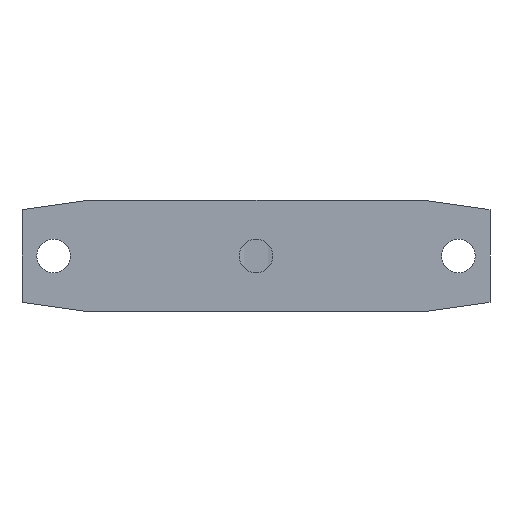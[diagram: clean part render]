
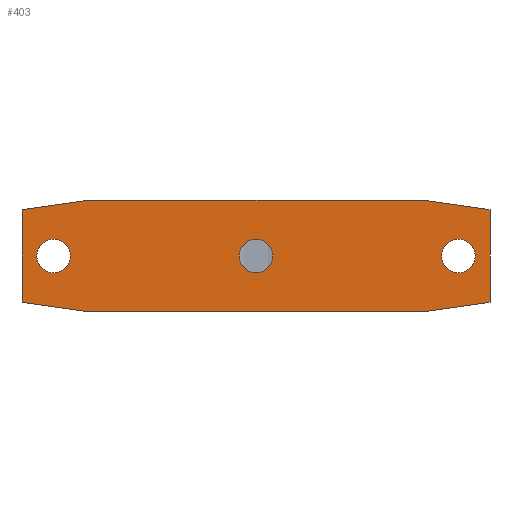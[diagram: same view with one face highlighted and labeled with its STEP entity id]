
A CAD part, front view. The second image highlights one B-rep face of the part: STEP entity #403.
In plain terms, the highlighted planar face has unit normal (0, -1, 0).
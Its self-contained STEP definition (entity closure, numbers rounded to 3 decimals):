
#147 = EDGE_CURVE ( 'NONE', #171, #148, #1448, .T. ) ;
#148 = VERTEX_POINT ( 'NONE', #1443 ) ;
#159 = VERTEX_POINT ( 'NONE', #1558 ) ;
#171 = VERTEX_POINT ( 'NONE', #1581 ) ;
#190 = EDGE_CURVE ( 'NONE', #159, #191, #1676, .T. ) ;
#191 = VERTEX_POINT ( 'NONE', #1667 ) ;
#202 = VERTEX_POINT ( 'NONE', #1681 ) ;
#204 = EDGE_CURVE ( 'NONE', #202, #205, #1734, .T. ) ;
#205 = VERTEX_POINT ( 'NONE', #1729 ) ;
#403 = ADVANCED_FACE ( 'NONE', ( #2274, #2273, #2272, #2271 ), #2320, .F. ) ;
#404 = EDGE_LOOP ( 'NONE', ( #460, #462 ) ) ;
#446 = VERTEX_POINT ( 'NONE', #2402 ) ;
#447 = VERTEX_POINT ( 'NONE', #2401 ) ;
#448 = ORIENTED_EDGE ( 'NONE', *, *, #449, .T. ) ;
#449 = EDGE_CURVE ( 'NONE', #447, #450, #2400, .T. ) ;
#450 = VERTEX_POINT ( 'NONE', #2396 ) ;
#451 = ORIENTED_EDGE ( 'NONE', *, *, #452, .T. ) ;
#452 = EDGE_CURVE ( 'NONE', #450, #453, #2395, .T. ) ;
#453 = VERTEX_POINT ( 'NONE', #2391 ) ;
#454 = ORIENTED_EDGE ( 'NONE', *, *, #455, .T. ) ;
#455 = EDGE_CURVE ( 'NONE', #453, #456, #2390, .T. ) ;
#456 = VERTEX_POINT ( 'NONE', #2386 ) ;
#457 = ORIENTED_EDGE ( 'NONE', *, *, #458, .F. ) ;
#458 = EDGE_CURVE ( 'NONE', #459, #456, #2385, .T. ) ;
#459 = VERTEX_POINT ( 'NONE', #2381 ) ;
#460 = ORIENTED_EDGE ( 'NONE', *, *, #461, .F. ) ;
#461 = EDGE_CURVE ( 'NONE', #191, #159, #2449, .T. ) ;
#462 = ORIENTED_EDGE ( 'NONE', *, *, #190, .F. ) ;
#463 = EDGE_LOOP ( 'NONE', ( #464, #466 ) ) ;
#464 = ORIENTED_EDGE ( 'NONE', *, *, #465, .F. ) ;
#465 = EDGE_CURVE ( 'NONE', #205, #202, #2444, .T. ) ;
#466 = ORIENTED_EDGE ( 'NONE', *, *, #204, .F. ) ;
#467 = EDGE_LOOP ( 'NONE', ( #468, #470 ) ) ;
#468 = ORIENTED_EDGE ( 'NONE', *, *, #469, .F. ) ;
#469 = EDGE_CURVE ( 'NONE', #148, #171, #2439, .T. ) ;
#470 = ORIENTED_EDGE ( 'NONE', *, *, #147, .F. ) ;
#471 = EDGE_LOOP ( 'NONE', ( #472, #448, #451, #454, #457, #514, #517, #520 ) ) ;
#472 = ORIENTED_EDGE ( 'NONE', *, *, #473, .T. ) ;
#473 = EDGE_CURVE ( 'NONE', #446, #447, #2434, .T. ) ;
#514 = ORIENTED_EDGE ( 'NONE', *, *, #515, .T. ) ;
#515 = EDGE_CURVE ( 'NONE', #459, #516, #2515, .T. ) ;
#516 = VERTEX_POINT ( 'NONE', #2511 ) ;
#517 = ORIENTED_EDGE ( 'NONE', *, *, #518, .T. ) ;
#518 = EDGE_CURVE ( 'NONE', #516, #519, #2510, .T. ) ;
#519 = VERTEX_POINT ( 'NONE', #2560 ) ;
#520 = ORIENTED_EDGE ( 'NONE', *, *, #521, .T. ) ;
#521 = EDGE_CURVE ( 'NONE', #519, #446, #2558, .T. ) ;
#1443 = CARTESIAN_POINT ( 'NONE',  ( 49.5, 0., 0. ) ) ;
#1444 = DIRECTION ( 'NONE',  ( 1., 0., 0. ) ) ;
#1445 = DIRECTION ( 'NONE',  ( 0., -1., 0. ) ) ;
#1446 = CARTESIAN_POINT ( 'NONE',  ( 45., 0., 0. ) ) ;
#1447 = AXIS2_PLACEMENT_3D ( 'NONE', #1446, #1445, #1444 ) ;
#1448 = CIRCLE ( 'NONE', #1447, 4.5 ) ;
#1558 = CARTESIAN_POINT ( 'NONE',  ( 95., 0., 0. ) ) ;
#1581 = CARTESIAN_POINT ( 'NONE',  ( 40.5, 0., 0. ) ) ;
#1667 = CARTESIAN_POINT ( 'NONE',  ( 104., 0., 0. ) ) ;
#1668 = DIRECTION ( 'NONE',  ( 1., 0., 0. ) ) ;
#1669 = DIRECTION ( 'NONE',  ( 0., -1., 0. ) ) ;
#1670 = CARTESIAN_POINT ( 'NONE',  ( 99.5, 0., 0. ) ) ;
#1671 = AXIS2_PLACEMENT_3D ( 'NONE', #1670, #1669, #1668 ) ;
#1676 = CIRCLE ( 'NONE', #1671, 4.5 ) ;
#1681 = CARTESIAN_POINT ( 'NONE',  ( -14., 0., 0. ) ) ;
#1729 = CARTESIAN_POINT ( 'NONE',  ( -5., 0., 0. ) ) ;
#1730 = DIRECTION ( 'NONE',  ( 1., 0., 0. ) ) ;
#1731 = DIRECTION ( 'NONE',  ( 0., -1., 0. ) ) ;
#1732 = CARTESIAN_POINT ( 'NONE',  ( -9.5, 0., 0. ) ) ;
#1733 = AXIS2_PLACEMENT_3D ( 'NONE', #1732, #1731, #1730 ) ;
#1734 = CIRCLE ( 'NONE', #1733, 4.5 ) ;
#2271 = FACE_OUTER_BOUND ( 'NONE', #471, .T. ) ;
#2272 = FACE_BOUND ( 'NONE', #467, .T. ) ;
#2273 = FACE_BOUND ( 'NONE', #463, .T. ) ;
#2274 = FACE_BOUND ( 'NONE', #404, .T. ) ;
#2315 = DIRECTION ( 'NONE',  ( -1., 0., 0. ) ) ;
#2316 = DIRECTION ( 'NONE',  ( 0., 1., 0. ) ) ;
#2317 = CARTESIAN_POINT ( 'NONE',  ( 0., 0., 15. ) ) ;
#2318 = AXIS2_PLACEMENT_3D ( 'NONE', #2317, #2316, #2315 ) ;
#2320 = PLANE ( 'NONE',  #2318 ) ;
#2381 = CARTESIAN_POINT ( 'NONE',  ( 0., 0., 15. ) ) ;
#2382 = DIRECTION ( 'NONE',  ( 1., 0., 0. ) ) ;
#2383 = VECTOR ( 'NONE', #2382, 1000. ) ;
#2384 = CARTESIAN_POINT ( 'NONE',  ( 0., 0., 15. ) ) ;
#2385 = LINE ( 'NONE', #2384, #2383 ) ;
#2386 = CARTESIAN_POINT ( 'NONE',  ( 90., 0., 15. ) ) ;
#2387 = DIRECTION ( 'NONE',  ( -0.99, 0., 0.138 ) ) ;
#2388 = VECTOR ( 'NONE', #2387, 1000. ) ;
#2389 = CARTESIAN_POINT ( 'NONE',  ( 90., 0., 15. ) ) ;
#2390 = LINE ( 'NONE', #2389, #2388 ) ;
#2391 = CARTESIAN_POINT ( 'NONE',  ( 108., 0., 12.5 ) ) ;
#2392 = DIRECTION ( 'NONE',  ( 0., 0., 1. ) ) ;
#2393 = VECTOR ( 'NONE', #2392, 1000. ) ;
#2394 = CARTESIAN_POINT ( 'NONE',  ( 108., 0., 12.5 ) ) ;
#2395 = LINE ( 'NONE', #2394, #2393 ) ;
#2396 = CARTESIAN_POINT ( 'NONE',  ( 108., 0., -12.5 ) ) ;
#2397 = DIRECTION ( 'NONE',  ( 0.99, 0., 0.138 ) ) ;
#2398 = VECTOR ( 'NONE', #2397, 1000. ) ;
#2399 = CARTESIAN_POINT ( 'NONE',  ( 108., 0., -12.5 ) ) ;
#2400 = LINE ( 'NONE', #2399, #2398 ) ;
#2401 = CARTESIAN_POINT ( 'NONE',  ( 90., 0., -15. ) ) ;
#2402 = CARTESIAN_POINT ( 'NONE',  ( 0., 0., -15. ) ) ;
#2431 = DIRECTION ( 'NONE',  ( 1., 0., 0. ) ) ;
#2432 = VECTOR ( 'NONE', #2431, 1000. ) ;
#2433 = CARTESIAN_POINT ( 'NONE',  ( 0., 0., -15. ) ) ;
#2434 = LINE ( 'NONE', #2433, #2432 ) ;
#2435 = DIRECTION ( 'NONE',  ( 1., 0., 0. ) ) ;
#2436 = DIRECTION ( 'NONE',  ( 0., -1., 0. ) ) ;
#2437 = CARTESIAN_POINT ( 'NONE',  ( 45., 0., 0. ) ) ;
#2438 = AXIS2_PLACEMENT_3D ( 'NONE', #2437, #2436, #2435 ) ;
#2439 = CIRCLE ( 'NONE', #2438, 4.5 ) ;
#2440 = DIRECTION ( 'NONE',  ( 1., 0., 0. ) ) ;
#2441 = DIRECTION ( 'NONE',  ( 0., -1., 0. ) ) ;
#2442 = CARTESIAN_POINT ( 'NONE',  ( -9.5, 0., 0. ) ) ;
#2443 = AXIS2_PLACEMENT_3D ( 'NONE', #2442, #2441, #2440 ) ;
#2444 = CIRCLE ( 'NONE', #2443, 4.5 ) ;
#2445 = DIRECTION ( 'NONE',  ( 1., 0., 0. ) ) ;
#2446 = DIRECTION ( 'NONE',  ( 0., -1., 0. ) ) ;
#2447 = CARTESIAN_POINT ( 'NONE',  ( 99.5, 0., 0. ) ) ;
#2448 = AXIS2_PLACEMENT_3D ( 'NONE', #2447, #2446, #2445 ) ;
#2449 = CIRCLE ( 'NONE', #2448, 4.5 ) ;
#2508 = DIRECTION ( 'NONE',  ( 0., 0., -1. ) ) ;
#2509 = CARTESIAN_POINT ( 'NONE',  ( -18., 0., 12.5 ) ) ;
#2510 = LINE ( 'NONE', #2509, #2561 ) ;
#2511 = CARTESIAN_POINT ( 'NONE',  ( -18., 0., 12.5 ) ) ;
#2512 = DIRECTION ( 'NONE',  ( -0.99, 0., -0.138 ) ) ;
#2513 = VECTOR ( 'NONE', #2512, 1000. ) ;
#2514 = CARTESIAN_POINT ( 'NONE',  ( 0., 0., 15. ) ) ;
#2515 = LINE ( 'NONE', #2514, #2513 ) ;
#2555 = DIRECTION ( 'NONE',  ( 0.99, 0., -0.138 ) ) ;
#2556 = VECTOR ( 'NONE', #2555, 1000. ) ;
#2557 = CARTESIAN_POINT ( 'NONE',  ( -18., 0., -12.5 ) ) ;
#2558 = LINE ( 'NONE', #2557, #2556 ) ;
#2560 = CARTESIAN_POINT ( 'NONE',  ( -18., 0., -12.5 ) ) ;
#2561 = VECTOR ( 'NONE', #2508, 1000. ) ;
